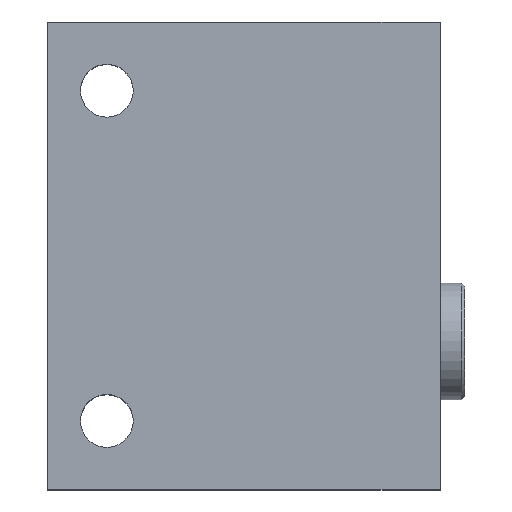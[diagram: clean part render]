
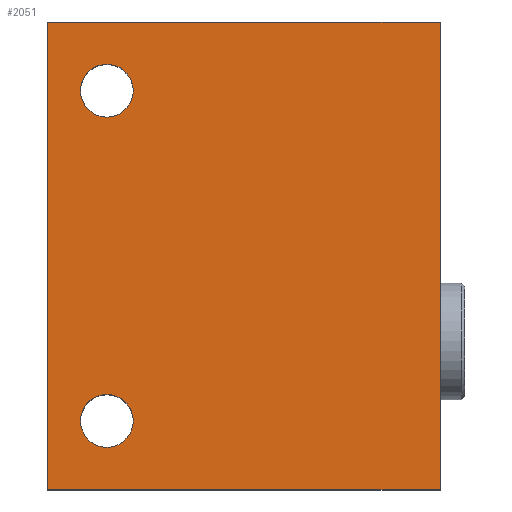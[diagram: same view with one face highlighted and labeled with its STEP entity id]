
A CAD part, top view. The second image highlights one B-rep face of the part: STEP entity #2051.
In plain terms, the highlighted planar face has unit normal (0, 0, 1).
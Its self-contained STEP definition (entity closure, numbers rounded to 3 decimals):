
#185 = VERTEX_POINT ( 'NONE', #1652 ) ;
#713 = CARTESIAN_POINT ( 'NONE',  ( 0., -76.2, 32. ) ) ;
#769 = CIRCLE ( 'NONE', #1423, 4.3 ) ;
#799 = EDGE_LOOP ( 'NONE', ( #3111, #2879 ) ) ;
#800 = VECTOR ( 'NONE', #2598, 1000. ) ;
#873 = ORIENTED_EDGE ( 'NONE', *, *, #4794, .T. ) ;
#887 = EDGE_CURVE ( 'NONE', #986, #6657, #1532, .T. ) ;
#897 = EDGE_CURVE ( 'NONE', #2587, #1863, #6319, .T. ) ;
#986 = VERTEX_POINT ( 'NONE', #4780 ) ;
#994 = EDGE_CURVE ( 'NONE', #6325, #4124, #1368, .T. ) ;
#1110 = DIRECTION ( 'NONE',  ( 1., 0., 0. ) ) ;
#1176 = DIRECTION ( 'NONE',  ( 1., 0., 0. ) ) ;
#1289 = CARTESIAN_POINT ( 'NONE',  ( 5.4, -65., 32. ) ) ;
#1323 = VERTEX_POINT ( 'NONE', #2379 ) ;
#1368 = CIRCLE ( 'NONE', #5459, 4.3 ) ;
#1423 = AXIS2_PLACEMENT_3D ( 'NONE', #5248, #6263, #1110 ) ;
#1532 = CIRCLE ( 'NONE', #5902, 4.3 ) ;
#1570 = EDGE_LOOP ( 'NONE', ( #3092, #1805, #873, #2903 ) ) ;
#1652 = CARTESIAN_POINT ( 'NONE',  ( 64., 0., 32. ) ) ;
#1723 = DIRECTION ( 'NONE',  ( 0., 0., 1. ) ) ;
#1805 = ORIENTED_EDGE ( 'NONE', *, *, #897, .T. ) ;
#1863 = VERTEX_POINT ( 'NONE', #3662 ) ;
#2051 = ADVANCED_FACE ( 'NONE', ( #5576, #6229, #3402 ), #3790, .T. ) ;
#2238 = CARTESIAN_POINT ( 'NONE',  ( 0., 0., 32. ) ) ;
#2360 = CARTESIAN_POINT ( 'NONE',  ( 0., 0., 32. ) ) ;
#2379 = CARTESIAN_POINT ( 'NONE',  ( 0., 0., 32. ) ) ;
#2587 = VERTEX_POINT ( 'NONE', #4719 ) ;
#2598 = DIRECTION ( 'NONE',  ( 1., 0., 0. ) ) ;
#2633 = EDGE_CURVE ( 'NONE', #185, #1323, #4305, .T. ) ;
#2643 = CARTESIAN_POINT ( 'NONE',  ( 0., -76.2, 32. ) ) ;
#2666 = CARTESIAN_POINT ( 'NONE',  ( 5.4, -11.2, 32. ) ) ;
#2711 = DIRECTION ( 'NONE',  ( 0., 0., 1. ) ) ;
#2783 = VECTOR ( 'NONE', #6374, 1000. ) ;
#2879 = ORIENTED_EDGE ( 'NONE', *, *, #994, .F. ) ;
#2883 = DIRECTION ( 'NONE',  ( 0., -1., 0. ) ) ;
#2903 = ORIENTED_EDGE ( 'NONE', *, *, #2633, .T. ) ;
#2926 = CARTESIAN_POINT ( 'NONE',  ( 9.7, -65., 32. ) ) ;
#3068 = CIRCLE ( 'NONE', #6640, 4.3 ) ;
#3074 = ORIENTED_EDGE ( 'NONE', *, *, #887, .F. ) ;
#3092 = ORIENTED_EDGE ( 'NONE', *, *, #5532, .T. ) ;
#3111 = ORIENTED_EDGE ( 'NONE', *, *, #6231, .F. ) ;
#3170 = DIRECTION ( 'NONE',  ( 0., 0., 1. ) ) ;
#3197 = CARTESIAN_POINT ( 'NONE',  ( 14., -11.2, 32. ) ) ;
#3252 = CARTESIAN_POINT ( 'NONE',  ( 64., 0., 32. ) ) ;
#3291 = DIRECTION ( 'NONE',  ( 1., 0., 0. ) ) ;
#3402 = FACE_OUTER_BOUND ( 'NONE', #1570, .T. ) ;
#3426 = VECTOR ( 'NONE', #4316, 1000. ) ;
#3429 = DIRECTION ( 'NONE',  ( 0., 0., 1. ) ) ;
#3662 = CARTESIAN_POINT ( 'NONE',  ( 64., -76.2, 32. ) ) ;
#3790 = PLANE ( 'NONE',  #5417 ) ;
#3848 = DIRECTION ( 'NONE',  ( 1., 0., 0. ) ) ;
#3955 = ORIENTED_EDGE ( 'NONE', *, *, #5621, .F. ) ;
#4124 = VERTEX_POINT ( 'NONE', #3197 ) ;
#4305 = LINE ( 'NONE', #2238, #2783 ) ;
#4316 = DIRECTION ( 'NONE',  ( 0., 1., 0. ) ) ;
#4719 = CARTESIAN_POINT ( 'NONE',  ( 0., -76.2, 32. ) ) ;
#4780 = CARTESIAN_POINT ( 'NONE',  ( 14., -65., 32. ) ) ;
#4794 = EDGE_CURVE ( 'NONE', #1863, #185, #4938, .T. ) ;
#4802 = CARTESIAN_POINT ( 'NONE',  ( 9.7, -11.2, 32. ) ) ;
#4938 = LINE ( 'NONE', #3252, #3426 ) ;
#5226 = DIRECTION ( 'NONE',  ( 1., 0., 0. ) ) ;
#5248 = CARTESIAN_POINT ( 'NONE',  ( 9.7, -11.2, 32. ) ) ;
#5417 = AXIS2_PLACEMENT_3D ( 'NONE', #713, #1723, #3291 ) ;
#5459 = AXIS2_PLACEMENT_3D ( 'NONE', #4802, #2711, #1176 ) ;
#5532 = EDGE_CURVE ( 'NONE', #1323, #2587, #5560, .T. ) ;
#5560 = LINE ( 'NONE', #2360, #6537 ) ;
#5576 = FACE_BOUND ( 'NONE', #799, .T. ) ;
#5621 = EDGE_CURVE ( 'NONE', #6657, #986, #3068, .T. ) ;
#5787 = CARTESIAN_POINT ( 'NONE',  ( 9.7, -65., 32. ) ) ;
#5902 = AXIS2_PLACEMENT_3D ( 'NONE', #5787, #3170, #5226 ) ;
#6229 = FACE_BOUND ( 'NONE', #6452, .T. ) ;
#6231 = EDGE_CURVE ( 'NONE', #4124, #6325, #769, .T. ) ;
#6263 = DIRECTION ( 'NONE',  ( 0., 0., 1. ) ) ;
#6319 = LINE ( 'NONE', #2643, #800 ) ;
#6325 = VERTEX_POINT ( 'NONE', #2666 ) ;
#6374 = DIRECTION ( 'NONE',  ( -1., 0., 0. ) ) ;
#6452 = EDGE_LOOP ( 'NONE', ( #3074, #3955 ) ) ;
#6537 = VECTOR ( 'NONE', #2883, 1000. ) ;
#6640 = AXIS2_PLACEMENT_3D ( 'NONE', #2926, #3429, #3848 ) ;
#6657 = VERTEX_POINT ( 'NONE', #1289 ) ;
